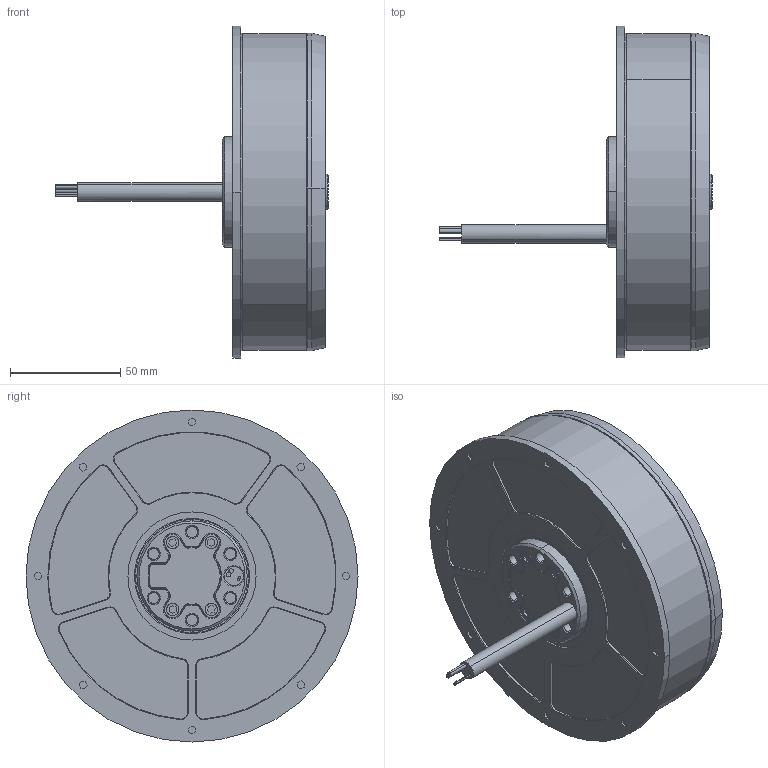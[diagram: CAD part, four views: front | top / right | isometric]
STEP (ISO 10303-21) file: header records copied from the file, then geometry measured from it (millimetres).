
FILE_DESCRIPTION (( 'STEP AP214' ), '1' );
FILE_NAME ('M1502A祥樓謫怚.STEP', '2021-06-04T03:18:32', ( 'Admin' ), ( '' ), 'SwSTEP 2.0', 'SolidWorks 2018', '' );
FILE_SCHEMA (( 'AUTOMOTIVE_DESIGN' ));
Length unit declared in the file: millimetre
Products named in the file (1): M1502A祥樓謫怚
Bounding box: 123.58 x 150.4 x 150.4 mm (x, y, z)
Volume: 665764.6 mm3; surface area: 65080.7 mm2
Topology: 2 solids, 20 shells, 803 faces, 1856 edges, 1157 vertices
Faces by surface type: cylinder 315, plane 287, cone 201
Entity records: 31115 total; most frequent: DIRECTION 4297, CARTESIAN_POINT 3879, ORIENTED_EDGE 3712, EDGE_CURVE 1856, AXIS2_PLACEMENT_3D 1650, VERTEX_POINT 1157, LINE 997, VECTOR 997
